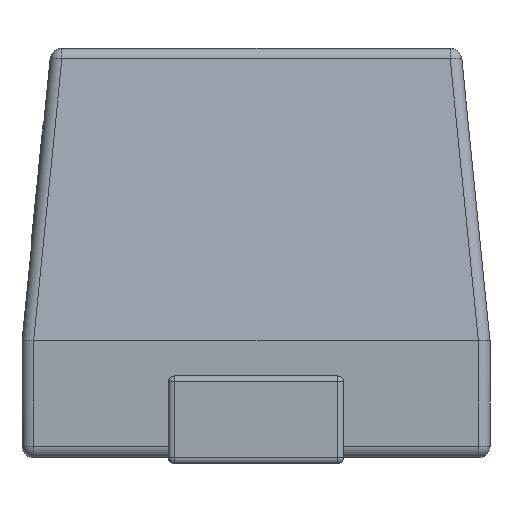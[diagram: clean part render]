
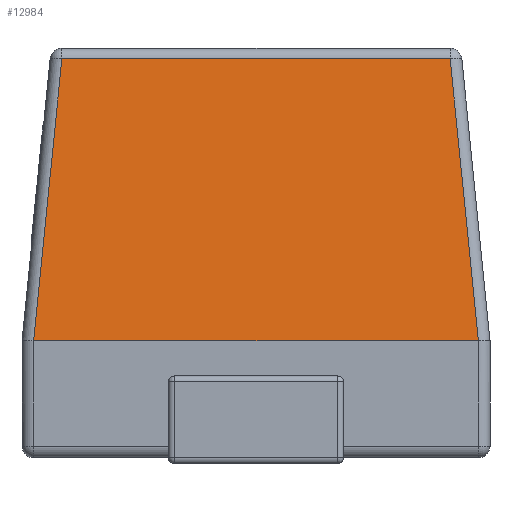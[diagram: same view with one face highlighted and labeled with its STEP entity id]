
A CAD part, left-side view. The second image highlights one B-rep face of the part: STEP entity #12984.
In plain terms, the highlighted planar face has unit normal (-0.995, 0, 0.1).
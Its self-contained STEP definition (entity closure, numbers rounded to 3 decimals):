
#561 = EDGE_CURVE ( 'NONE', #8788, #1076, #12026, .T. ) ;
#661 = ORIENTED_EDGE ( 'NONE', *, *, #9324, .T. ) ;
#1076 = VERTEX_POINT ( 'NONE', #14015 ) ;
#1226 = VECTOR ( 'NONE', #10342, 1000. ) ;
#2033 = DIRECTION ( 'NONE',  ( -0.099, 0.099, -0.99 ) ) ;
#2372 = ORIENTED_EDGE ( 'NONE', *, *, #11922, .F. ) ;
#2872 = VERTEX_POINT ( 'NONE', #12336 ) ;
#3369 = ORIENTED_EDGE ( 'NONE', *, *, #6166, .F. ) ;
#3635 = DIRECTION ( 'NONE',  ( 0., 1., 0. ) ) ;
#4402 = VERTEX_POINT ( 'NONE', #13737 ) ;
#4714 = LINE ( 'NONE', #10423, #8199 ) ;
#5080 = VECTOR ( 'NONE', #2033, 1000. ) ;
#5377 = CARTESIAN_POINT ( 'NONE',  ( -0.765, 0.321, -0.018 ) ) ;
#5424 = AXIS2_PLACEMENT_3D ( 'NONE', #7222, #12626, #13656 ) ;
#5639 = VECTOR ( 'NONE', #13009, 1000. ) ;
#5887 = LINE ( 'NONE', #6895, #1226 ) ;
#6166 = EDGE_CURVE ( 'NONE', #4402, #2872, #10962, .T. ) ;
#6895 = CARTESIAN_POINT ( 'NONE',  ( -0.813, 0.389, -0.5 ) ) ;
#6969 = EDGE_CURVE ( 'NONE', #2872, #1076, #10769, .T. ) ;
#7084 = FACE_OUTER_BOUND ( 'NONE', #9155, .T. ) ;
#7222 = CARTESIAN_POINT ( 'NONE',  ( -0.763, -0.011, 0. ) ) ;
#7322 = ORIENTED_EDGE ( 'NONE', *, *, #11667, .T. ) ;
#7333 = DIRECTION ( 'NONE',  ( 0., 1., 0. ) ) ;
#7568 = CARTESIAN_POINT ( 'NONE',  ( -0.76, 0.316, 0.032 ) ) ;
#7612 = VERTEX_POINT ( 'NONE', #12876 ) ;
#8199 = VECTOR ( 'NONE', #3635, 1000. ) ;
#8503 = CARTESIAN_POINT ( 'NONE',  ( -0.813, 0.389, -0.5 ) ) ;
#8556 = CARTESIAN_POINT ( 'NONE',  ( -0.813, 0.389, -0.5 ) ) ;
#8689 = DIRECTION ( 'NONE',  ( 0., 1., 0. ) ) ;
#8702 = CARTESIAN_POINT ( 'NONE',  ( -0.76, -0.338, 0.032 ) ) ;
#8724 = CARTESIAN_POINT ( 'NONE',  ( -0.813, -0.391, -0.5 ) ) ;
#8788 = VERTEX_POINT ( 'NONE', #5377 ) ;
#9155 = EDGE_LOOP ( 'NONE', ( #661, #11439, #12482, #3369, #2372, #7322 ) ) ;
#9324 = EDGE_CURVE ( 'NONE', #7612, #8788, #4714, .T. ) ;
#10342 = DIRECTION ( 'NONE',  ( 0., 1., 0. ) ) ;
#10423 = CARTESIAN_POINT ( 'NONE',  ( -0.765, -0.011, -0.018 ) ) ;
#10769 = LINE ( 'NONE', #8503, #12928 ) ;
#10962 = LINE ( 'NONE', #8556, #12647 ) ;
#11406 = VERTEX_POINT ( 'NONE', #8724 ) ;
#11439 = ORIENTED_EDGE ( 'NONE', *, *, #561, .T. ) ;
#11539 = PLANE ( 'NONE',  #5424 ) ;
#11667 = EDGE_CURVE ( 'NONE', #11406, #7612, #12160, .T. ) ;
#11922 = EDGE_CURVE ( 'NONE', #11406, #4402, #5887, .T. ) ;
#12026 = LINE ( 'NONE', #7568, #5080 ) ;
#12160 = LINE ( 'NONE', #8702, #5639 ) ;
#12336 = CARTESIAN_POINT ( 'NONE',  ( -0.813, 0.369, -0.5 ) ) ;
#12482 = ORIENTED_EDGE ( 'NONE', *, *, #6969, .F. ) ;
#12626 = DIRECTION ( 'NONE',  ( -0.995, 0., 0.1 ) ) ;
#12647 = VECTOR ( 'NONE', #8689, 1000. ) ;
#12876 = CARTESIAN_POINT ( 'NONE',  ( -0.765, -0.343, -0.018 ) ) ;
#12928 = VECTOR ( 'NONE', #7333, 1000. ) ;
#12984 = ADVANCED_FACE ( 'NONE', ( #7084 ), #11539, .T. ) ;
#13009 = DIRECTION ( 'NONE',  ( 0.099, 0.099, 0.99 ) ) ;
#13656 = DIRECTION ( 'NONE',  ( 0., 1., 0. ) ) ;
#13737 = CARTESIAN_POINT ( 'NONE',  ( -0.813, -0.391, -0.5 ) ) ;
#14015 = CARTESIAN_POINT ( 'NONE',  ( -0.813, 0.369, -0.5 ) ) ;
